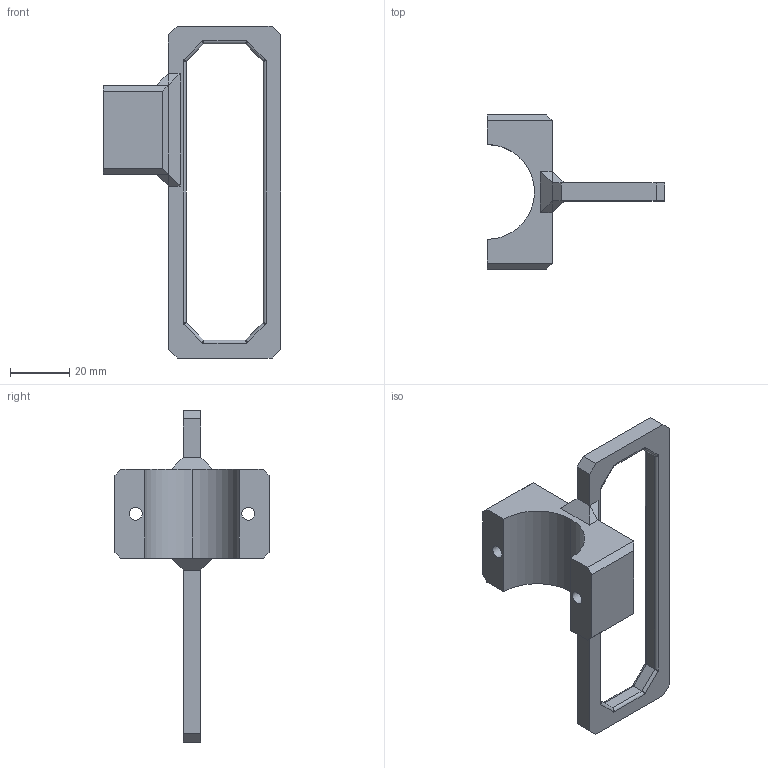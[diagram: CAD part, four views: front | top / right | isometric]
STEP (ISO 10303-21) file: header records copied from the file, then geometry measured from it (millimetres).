
FILE_DESCRIPTION(('FreeCAD Model'),'2;1');
FILE_NAME('Open CASCADE Shape Model','2021-04-23T12:56:31',('Author'),( ''),'Open CASCADE STEP processor 7.5','FreeCAD','Unknown');
FILE_SCHEMA(('AUTOMOTIVE_DESIGN { 1 0 10303 214 1 1 1 1 }'));
Length unit declared in the file: millimetre
Products named in the file (1): guia_final
Bounding box: 60 x 52 x 112 mm (x, y, z)
Volume: 31902.5 mm3; surface area: 12827.2 mm2
Topology: 1 solids, 1 shells, 87 faces, 219 edges, 136 vertices
Faces by surface type: plane 47, cylinder 38, cone 2
Full cylindrical faces by diameter (mm): 4.4 x2, 7.4 x2
Entity records: 5780 total; most frequent: CARTESIAN_POINT 1197, DIRECTION 797, LINE 519, VECTOR 519, ORIENTED_EDGE 438, PCURVE 438, DEFINITIONAL_REPRESENTATION 438, EDGE_CURVE 219
